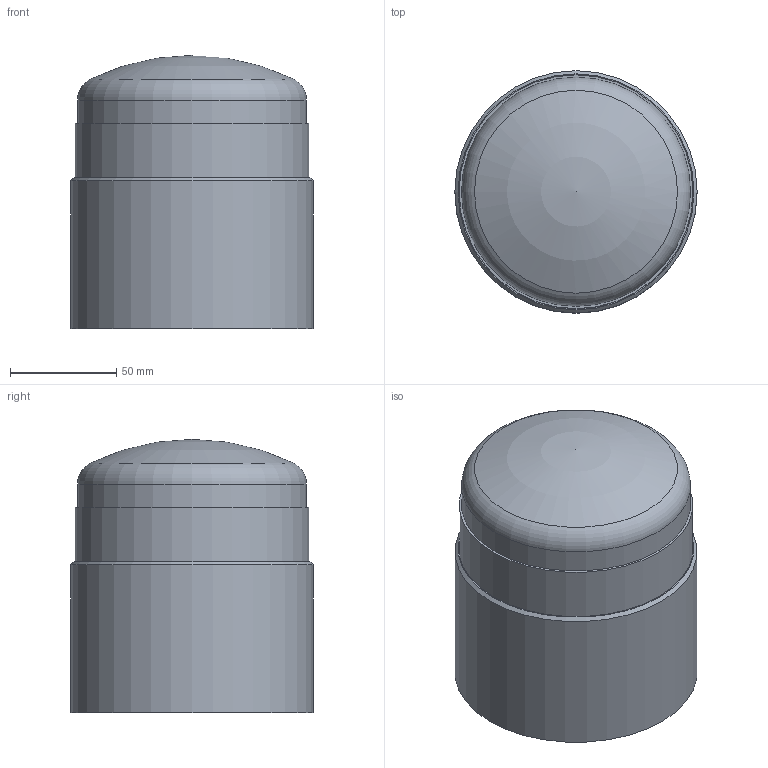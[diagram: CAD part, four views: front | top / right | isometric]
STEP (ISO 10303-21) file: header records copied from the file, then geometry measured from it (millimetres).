
FILE_DESCRIPTION( ( 'Unknown' ), '1' );
FILE_NAME( 'F21DN108.stp', 'Unknown', ( 'Unknown' ), ( 'Unknown' ), 'PSStep 14.0', 'Unknown', ' ' );
FILE_SCHEMA( ( 'AUTOMOTIVE_DESIGN { 1 0 10303 214 1 1 1 1 }' ) );
Length unit declared in the file: millimetre
Products named in the file (1): 1
Bounding box: 114 x 114 x 128.5 mm (x, y, z)
Volume: 363800.1 mm3; surface area: 106358 mm2
Topology: 1 solids, 2 shells, 15 faces, 27 edges, 17 vertices
Faces by surface type: plane 5, cylinder 5, torus 2, sphere 2, cone 1
Full cylindrical faces by diameter (mm): 103.776 x1, 107.776 x1, 108 x1, 110 x1, 114 x1
Entity records: 418 total; most frequent: DIRECTION 58, CARTESIAN_POINT 42, AXIS2_PLACEMENT_3D 29, EDGE_LOOP 26, ORIENTED_EDGE 26, FACE_OUTER_BOUND 22, STYLED_ITEM 15, PRESENTATION_STYLE_ASSIGNMENT 15
